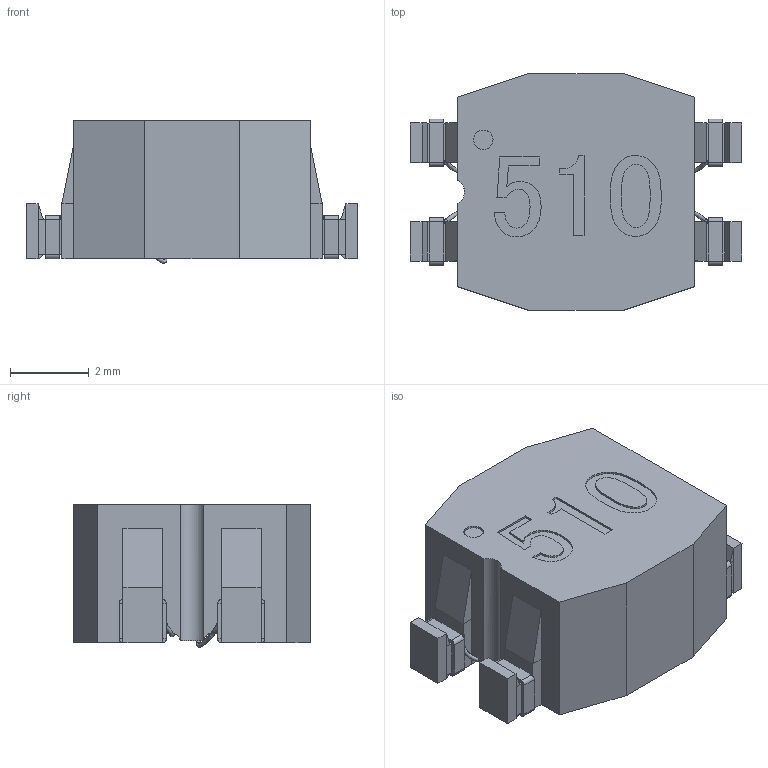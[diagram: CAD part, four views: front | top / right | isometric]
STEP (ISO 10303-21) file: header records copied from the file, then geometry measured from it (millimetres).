
FILE_DESCRIPTION( ('This file contains a STEP AP42 implementation' ,'as created by ZW3D STEP Interface translator.') ,'2;1' );
FILE_NAME( 'CF0904-L(510).stp' ,'14 925.104755', (''), ('ZWCAD Software Co.'), 'Version 1.0', 'ZW3D to STEP translator', '' );
FILE_SCHEMA( ('CONFIG_CONTROL_DESIGN') );
Length unit declared in the file: millimetre
Products named in the file (1): 0
Bounding box: 8.4 x 6 x 3.61 mm (x, y, z)
Volume: 96.3 mm3; surface area: 509 mm2
Topology: 36 solids, 37 shells, 1031 faces, 2708 edges, 1742 vertices
Faces by surface type: bspline 1031
Entity records: 150881 total; most frequent: CARTESIAN_POINT 136175, ORIENTED_EDGE 5414, EDGE_CURVE 2708, VERTEX_POINT 1742, B_SPLINE_CURVE_WITH_KNOTS 1331, EDGE_LOOP 1038, FACE_OUTER_BOUND 1031, ADVANCED_FACE 1031
